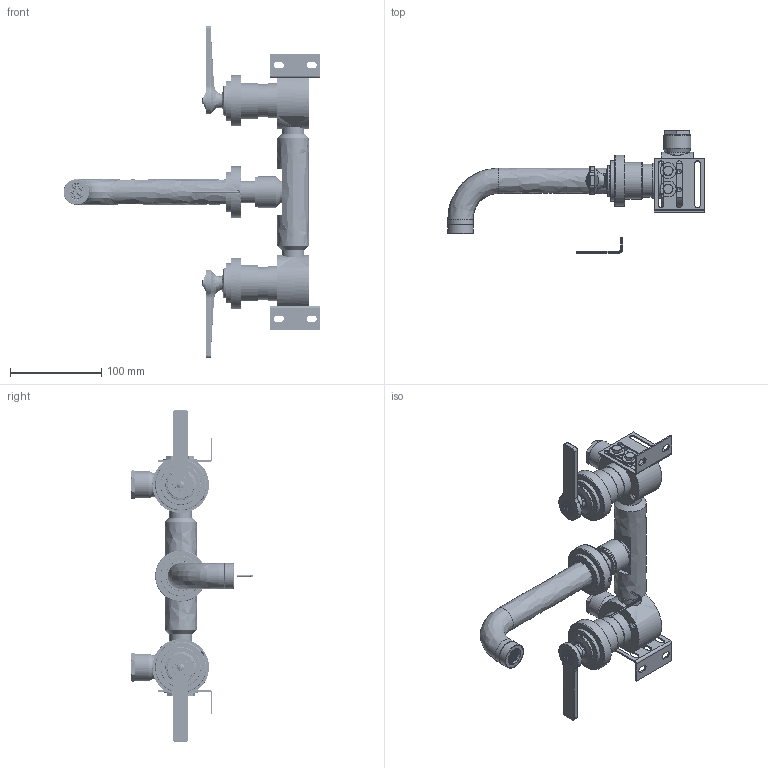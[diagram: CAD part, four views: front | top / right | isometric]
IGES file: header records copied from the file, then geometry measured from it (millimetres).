
Global section: file name: V7KALL17-2LF; native system: Autodesk Inventor 2023; preprocessor: unknown; author: clarkin; date: 20231023.145700; units: millimetre
Bounding box: 281.3 x 133.78 x 363.83 mm (x, y, z)
Volume: 602316.9 mm3; surface area: 292279 mm2
Topology: 71 solids, 71 shells, 3457 faces, 8936 edges, 5779 vertices
Faces by surface type: bspline 3457
